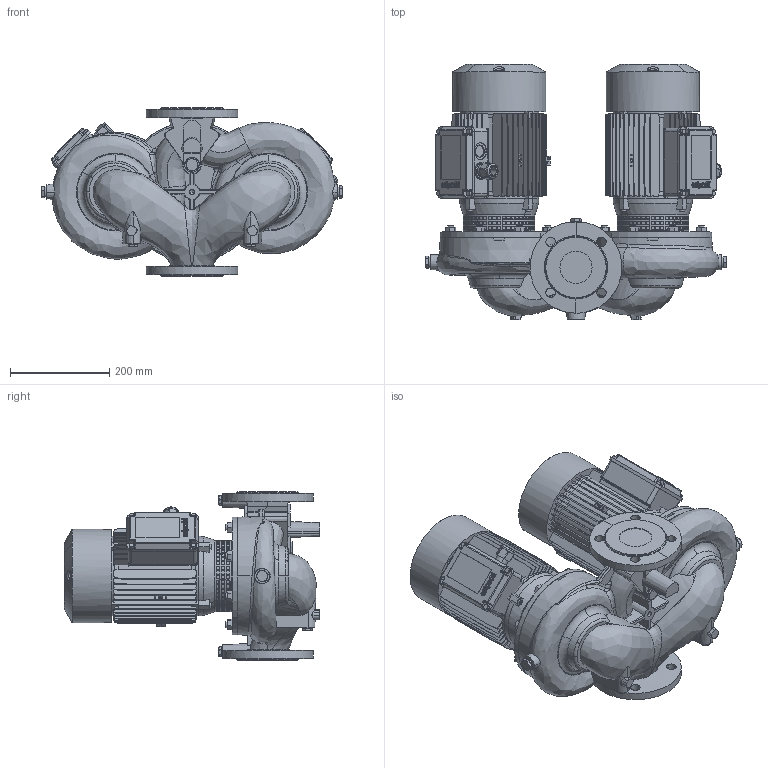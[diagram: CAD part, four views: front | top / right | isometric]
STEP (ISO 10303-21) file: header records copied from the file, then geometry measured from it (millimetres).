
FILE_DESCRIPTION (( 'STEP AP214' ), '1' );
FILE_NAME ('10008638swa00.step', '2020-04-20T14:02:18', ( '' ), ( '' ), 'SwSTEP 2.0', 'SolidWorks 2019', '' );
FILE_SCHEMA (( 'AUTOMOTIVE_DESIGN' ));
Length unit declared in the file: millimetre
Products named in the file (10): 4.66.634swp00_NRD 65; 4.66.634swp00_Plug; 10008149swp00_3.66.531_semplificato; 10007670swn00_M25x1.5; 10008638swa00; 10008542swp00; 90.025swp01_G38x9 OTTONE; 90.025swp01_G14x7,5 OTTONE; 2_66_134_SEMPLIFICATO; 10007571swp00_90 SZ VERT
Assembly tree (17 placements, depth 2):
  10008638swa00
    10008542swp00
    4.66.634swp00_NRD 65
    4.66.634swp00_Plug
    90.025swp01_G38x9 OTTONE  x2
    90.025swp01_G14x7,5 OTTONE  x4
    10008149swp00_3.66.531_semplificato  x2
    10007571swp00_90 SZ VERT  x2
    10007670swn00_M25x1.5  x2
    2_66_134_SEMPLIFICATO  x2
Bounding box: 607 x 514.5 x 340 mm (x, y, z)
Volume: 30704140 mm3; surface area: 2129699.8 mm2
Topology: 57 solids, 57 shells, 4777 faces, 12872 edges, 8336 vertices
Faces by surface type: plane 3168, cylinder 648, cone 469, bspline 411, torus 65, sphere 16
Entity records: 177965 total; most frequent: CARTESIAN_POINT 114050, ORIENTED_EDGE 13898, DIRECTION 11805, EDGE_CURVE 6949, VERTEX_POINT 4544, VECTOR 3955, LINE 3955, AXIS2_PLACEMENT_3D 3925
